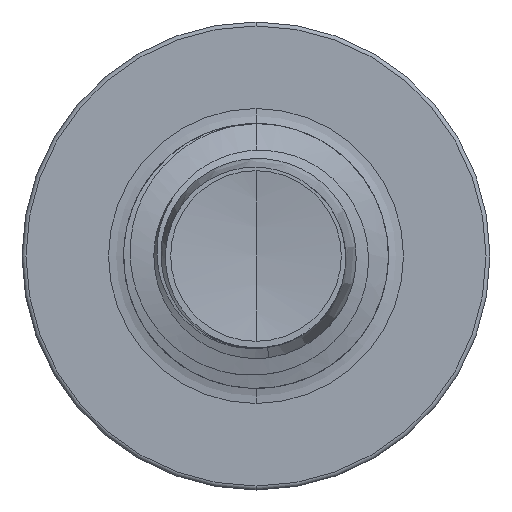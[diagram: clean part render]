
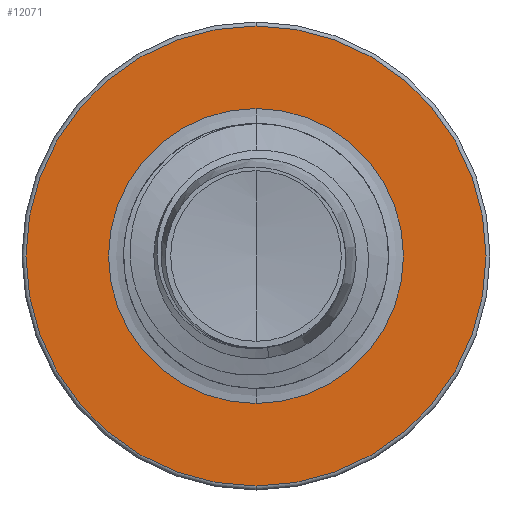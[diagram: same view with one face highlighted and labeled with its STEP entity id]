
A CAD part, front view. The second image highlights one B-rep face of the part: STEP entity #12071.
In plain terms, the highlighted planar face has unit normal (0, -1, 0).
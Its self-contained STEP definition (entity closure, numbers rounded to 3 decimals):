
#271 = ORIENTED_EDGE ( 'NONE', *, *, #7115, .F. ) ;
#768 = PLANE ( 'NONE',  #15805 ) ;
#2662 = DIRECTION ( 'NONE',  ( 0., 1., 0. ) ) ;
#3506 = DIRECTION ( 'NONE',  ( 0., 1., 0. ) ) ;
#4306 = CARTESIAN_POINT ( 'NONE',  ( 0., 6.5, 1.67 ) ) ;
#4621 = AXIS2_PLACEMENT_3D ( 'NONE', #10345, #21280, #12038 ) ;
#4830 = DIRECTION ( 'NONE',  ( 0., 1., 0. ) ) ;
#5062 = ORIENTED_EDGE ( 'NONE', *, *, #11671, .F. ) ;
#5509 = VERTEX_POINT ( 'NONE', #4306 ) ;
#7028 = CIRCLE ( 'NONE', #4621, 1.67 ) ;
#7115 = EDGE_CURVE ( 'NONE', #17035, #7873, #20779, .T. ) ;
#7187 = CARTESIAN_POINT ( 'NONE',  ( 0., 6.5, 0. ) ) ;
#7476 = CARTESIAN_POINT ( 'NONE',  ( 0., 6.5, -1.67 ) ) ;
#7544 = EDGE_CURVE ( 'NONE', #7718, #5509, #7028, .T. ) ;
#7626 = CARTESIAN_POINT ( 'NONE',  ( 0., 6.5, -2.605 ) ) ;
#7718 = VERTEX_POINT ( 'NONE', #7476 ) ;
#7873 = VERTEX_POINT ( 'NONE', #7626 ) ;
#8902 = DIRECTION ( 'NONE',  ( 0., 0., 1. ) ) ;
#10345 = CARTESIAN_POINT ( 'NONE',  ( 0., 6.5, 0. ) ) ;
#11003 = FACE_BOUND ( 'NONE', #19956, .T. ) ;
#11372 = CARTESIAN_POINT ( 'NONE',  ( 0., 6.5, 2.605 ) ) ;
#11643 = EDGE_CURVE ( 'NONE', #5509, #7718, #16852, .T. ) ;
#11671 = EDGE_CURVE ( 'NONE', #7873, #17035, #13173, .T. ) ;
#11814 = AXIS2_PLACEMENT_3D ( 'NONE', #13957, #3506, #15562 ) ;
#12038 = DIRECTION ( 'NONE',  ( 0., 0., 1. ) ) ;
#12071 = ADVANCED_FACE ( 'NONE', ( #15420, #11003 ), #768, .F. ) ;
#12268 = EDGE_LOOP ( 'NONE', ( #271, #5062 ) ) ;
#13173 = CIRCLE ( 'NONE', #18146, 2.605 ) ;
#13957 = CARTESIAN_POINT ( 'NONE',  ( 0., 6.5, 0. ) ) ;
#14842 = DIRECTION ( 'NONE',  ( 0., 0., 1. ) ) ;
#15097 = CARTESIAN_POINT ( 'NONE',  ( 0., 6.5, 0. ) ) ;
#15385 = AXIS2_PLACEMENT_3D ( 'NONE', #15097, #4830, #16646 ) ;
#15420 = FACE_OUTER_BOUND ( 'NONE', #12268, .T. ) ;
#15562 = DIRECTION ( 'NONE',  ( 0., 0., 1. ) ) ;
#15805 = AXIS2_PLACEMENT_3D ( 'NONE', #20703, #2662, #14842 ) ;
#16646 = DIRECTION ( 'NONE',  ( 0., 0., 1. ) ) ;
#16852 = CIRCLE ( 'NONE', #11814, 1.67 ) ;
#17035 = VERTEX_POINT ( 'NONE', #11372 ) ;
#18146 = AXIS2_PLACEMENT_3D ( 'NONE', #7187, #18521, #8902 ) ;
#18178 = ORIENTED_EDGE ( 'NONE', *, *, #11643, .T. ) ;
#18521 = DIRECTION ( 'NONE',  ( 0., 1., 0. ) ) ;
#18924 = ORIENTED_EDGE ( 'NONE', *, *, #7544, .T. ) ;
#19956 = EDGE_LOOP ( 'NONE', ( #18178, #18924 ) ) ;
#20703 = CARTESIAN_POINT ( 'NONE',  ( 0., 6.5, -1.67 ) ) ;
#20779 = CIRCLE ( 'NONE', #15385, 2.605 ) ;
#21280 = DIRECTION ( 'NONE',  ( 0., 1., 0. ) ) ;
